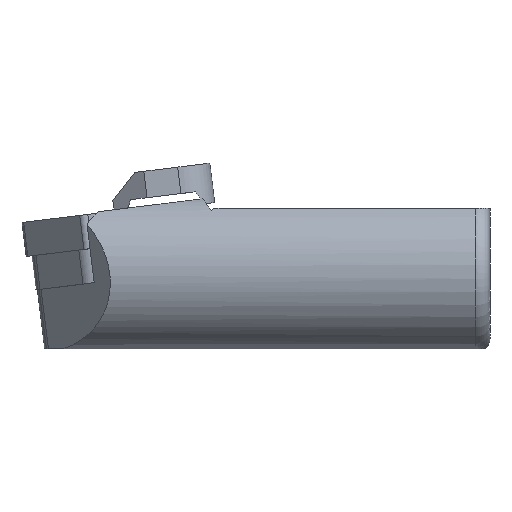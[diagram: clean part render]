
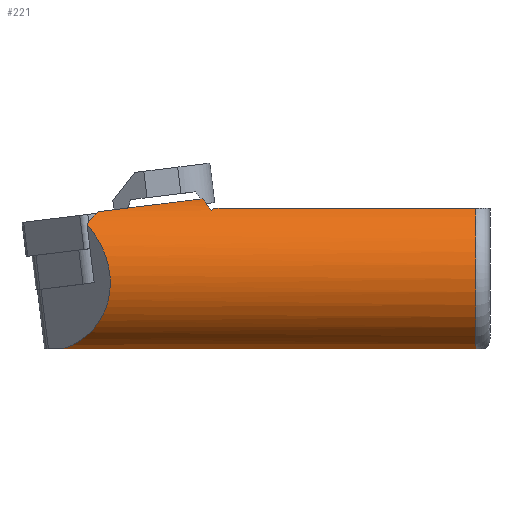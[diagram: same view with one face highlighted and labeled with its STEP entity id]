
A CAD part, front view. The second image highlights one B-rep face of the part: STEP entity #221.
In plain terms, the highlighted cylindrical face has radius 11 mm (diameter 22 mm), a partial arc.
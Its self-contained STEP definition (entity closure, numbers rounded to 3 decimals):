
#174=CYLINDRICAL_SURFACE('',#1081,11.);
#189=CIRCLE('',#1080,11.);
#221=ADVANCED_FACE('',(#305),#174,.T.);
#305=FACE_OUTER_BOUND('',#354,.T.);
#354=EDGE_LOOP('',(#441,#442,#443,#444,#445,#446,#447,#448));
#398=ELLIPSE('',#1065,15.673,11.);
#401=ELLIPSE('',#1076,18.278,11.);
#402=ELLIPSE('',#1077,13.773,11.);
#403=ELLIPSE('',#1078,90.261,11.);
#404=ELLIPSE('',#1079,15.673,11.);
#441=ORIENTED_EDGE('',*,*,#788,.T.);
#442=ORIENTED_EDGE('',*,*,#789,.T.);
#443=ORIENTED_EDGE('',*,*,#790,.F.);
#444=ORIENTED_EDGE('',*,*,#767,.T.);
#445=ORIENTED_EDGE('',*,*,#791,.T.);
#446=ORIENTED_EDGE('',*,*,#792,.T.);
#447=ORIENTED_EDGE('',*,*,#793,.T.);
#448=ORIENTED_EDGE('',*,*,#794,.T.);
#680=VERTEX_POINT('',#1440);
#681=VERTEX_POINT('',#1442);
#698=VERTEX_POINT('',#1485);
#699=VERTEX_POINT('',#1486);
#700=VERTEX_POINT('',#1488);
#701=VERTEX_POINT('',#1491);
#702=VERTEX_POINT('',#1493);
#703=VERTEX_POINT('',#1495);
#767=EDGE_CURVE('',#681,#680,#398,.T.);
#788=EDGE_CURVE('',#698,#699,#401,.T.);
#789=EDGE_CURVE('',#699,#700,#402,.T.);
#790=EDGE_CURVE('',#681,#700,#403,.T.);
#791=EDGE_CURVE('',#680,#701,#404,.T.);
#792=EDGE_CURVE('',#701,#702,#914,.T.);
#793=EDGE_CURVE('',#702,#703,#189,.T.);
#794=EDGE_CURVE('',#703,#698,#915,.T.);
#914=LINE('',#1492,#998);
#915=LINE('',#1496,#999);
#998=VECTOR('',#1209,1.);
#999=VECTOR('',#1212,1.);
#1065=AXIS2_PLACEMENT_3D('',#1441,#1164,#1165);
#1076=AXIS2_PLACEMENT_3D('',#1484,#1201,#1202);
#1077=AXIS2_PLACEMENT_3D('',#1487,#1203,#1204);
#1078=AXIS2_PLACEMENT_3D('',#1489,#1205,#1206);
#1079=AXIS2_PLACEMENT_3D('',#1490,#1207,#1208);
#1080=AXIS2_PLACEMENT_3D('',#1494,#1210,#1211);
#1081=AXIS2_PLACEMENT_3D('',#1497,#1213,#1214);
#1164=DIRECTION('',(0.702,-0.707,0.086));
#1165=DIRECTION('',(-0.712,-0.697,0.085));
#1201=DIRECTION('',(0.602,0.,-0.799));
#1202=DIRECTION('',(-0.799,0.,-0.602));
#1203=DIRECTION('',(-0.799,0.,-0.602));
#1204=DIRECTION('',(-0.602,0.,0.799));
#1205=DIRECTION('',(-0.122,0.,0.993));
#1206=DIRECTION('',(-0.993,0.,-0.122));
#1207=DIRECTION('',(0.702,0.707,0.086));
#1208=DIRECTION('',(-0.712,0.697,0.085));
#1209=DIRECTION('',(1.,0.,0.));
#1210=DIRECTION('',(-1.,0.,0.));
#1211=DIRECTION('',(0.,-1.,0.));
#1212=DIRECTION('',(-1.,0.,0.));
#1213=DIRECTION('',(-1.,0.,0.));
#1214=DIRECTION('',(0.,-1.,0.));
#1440=CARTESIAN_POINT('',(9.035,-8.697,6.735));
#1441=CARTESIAN_POINT('',(18.625,0.,0.));
#1442=CARTESIAN_POINT('',(10.594,-6.93,8.543));
#1484=CARTESIAN_POINT('',(14.723,0.,0.));
#1485=CARTESIAN_POINT('',(26.666,-6.325,9.));
#1486=CARTESIAN_POINT('',(26.304,-6.697,8.727));
#1487=CARTESIAN_POINT('',(32.88,0.,0.));
#1488=CARTESIAN_POINT('',(25.1,-3.797,10.324));
#1489=CARTESIAN_POINT('',(-58.982,0.,0.));
#1490=CARTESIAN_POINT('',(1.099,0.,0.));
#1491=CARTESIAN_POINT('',(5.692,-3.279,-10.5));
#1492=CARTESIAN_POINT('',(0.,-3.279,-10.5));
#1493=CARTESIAN_POINT('',(63.,-3.279,-10.5));
#1494=CARTESIAN_POINT('',(63.,0.,0.));
#1495=CARTESIAN_POINT('',(63.,-6.325,9.));
#1496=CARTESIAN_POINT('',(0.,-6.325,9.));
#1497=CARTESIAN_POINT('',(0.,0.,0.));
